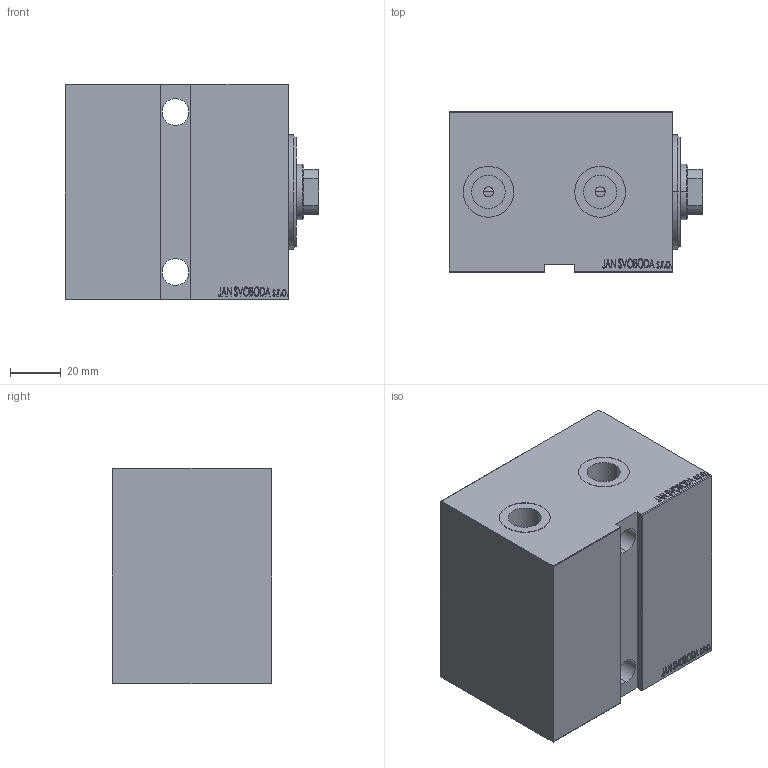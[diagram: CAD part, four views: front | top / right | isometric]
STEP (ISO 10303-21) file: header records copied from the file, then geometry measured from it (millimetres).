
FILE_DESCRIPTION (( 'STEP AP203' ), '1' );
FILE_NAME ('1709.STEP', '2023-12-01T12:26:18', ( '' ), ( '' ), 'SwSTEP 2.0', 'SolidWorks 2019', '' );
FILE_SCHEMA (( 'CONFIG_CONTROL_DESIGN' ));
Length unit declared in the file: millimetre
Products named in the file (4): 1709; V450CM_E_Body 6943f3e838939ecfd70e7de6faadf30a; V450CM_E_VCP 6943f3e838939ecfd70e7de6faadf30a; V450CM_VC_B 6943f3e838939ecfd70e7de6faadf30a
Assembly tree (3 placements, depth 2):
  1709
    V450CM_E_Body 6943f3e838939ecfd70e7de6faadf30a
    V450CM_E_VCP 6943f3e838939ecfd70e7de6faadf30a
    V450CM_VC_B 6943f3e838939ecfd70e7de6faadf30a
Bounding box: 100 x 63 x 85 mm (x, y, z)
Volume: 438050.2 mm3; surface area: 71707.5 mm2
Topology: 3 solids, 3 shells, 846 faces, 2180 edges, 1445 vertices
Faces by surface type: plane 408, bspline 380, cylinder 44, cone 14
Entity records: 42952 total; most frequent: CARTESIAN_POINT 24443, ORIENTED_EDGE 4356, DIRECTION 2450, EDGE_CURVE 2178, VERTEX_POINT 1445, LINE 1306, VECTOR 1306, EDGE_LOOP 963
